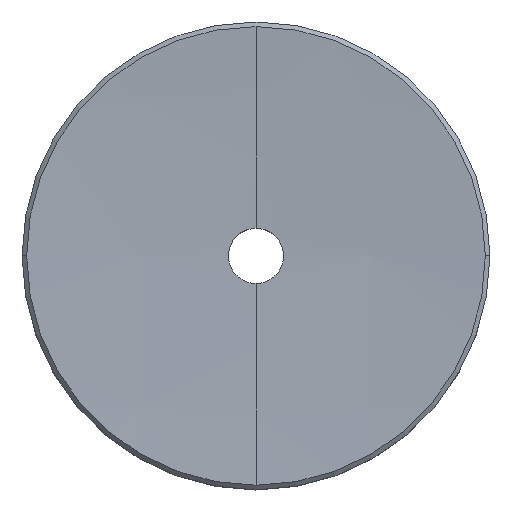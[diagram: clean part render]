
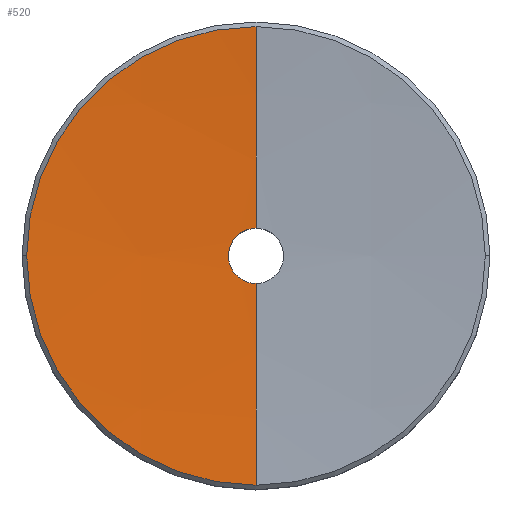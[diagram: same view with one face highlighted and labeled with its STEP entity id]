
A CAD part, top view. The second image highlights one B-rep face of the part: STEP entity #520.
In plain terms, the highlighted spherical face has radius 200 mm.
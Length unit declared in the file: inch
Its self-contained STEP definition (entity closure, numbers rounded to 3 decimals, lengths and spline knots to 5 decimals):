
#1 = CARTESIAN_POINT ( 'NONE',  ( 0., 0., 0.1107 ) ) ;
#22 = VERTEX_POINT ( 'NONE', #3998 ) ;
#39 = DIRECTION ( 'NONE',  ( 0., 0., 1. ) ) ;
#74 = CARTESIAN_POINT ( 'NONE',  ( 0., 0., 7.98449 ) ) ;
#307 = DIRECTION ( 'NONE',  ( 1., 0., 0. ) ) ;
#366 = ORIENTED_EDGE ( 'NONE', *, *, #3753, .F. ) ;
#393 = DIRECTION ( 'NONE',  ( 1., 0., 0. ) ) ;
#470 = DIRECTION ( 'NONE',  ( 1., 0., 0. ) ) ;
#520 = ADVANCED_FACE ( 'NONE', ( #2576 ), #4644, .F. ) ;
#524 = ORIENTED_EDGE ( 'NONE', *, *, #1453, .F. ) ;
#721 = ORIENTED_EDGE ( 'NONE', *, *, #1592, .T. ) ;
#1389 = VERTEX_POINT ( 'NONE', #4160 ) ;
#1419 = ORIENTED_EDGE ( 'NONE', *, *, #2144, .T. ) ;
#1453 = EDGE_CURVE ( 'NONE', #3399, #2458, #2705, .T. ) ;
#1523 = VERTEX_POINT ( 'NONE', #1914 ) ;
#1564 = EDGE_CURVE ( 'NONE', #1523, #3399, #3630, .T. ) ;
#1592 = EDGE_CURVE ( 'NONE', #2962, #1389, #3726, .T. ) ;
#1684 = CARTESIAN_POINT ( 'NONE',  ( 0., 0., 0.12575 ) ) ;
#1823 = CARTESIAN_POINT ( 'NONE',  ( 0., 0., 7.98449 ) ) ;
#1900 = ORIENTED_EDGE ( 'NONE', *, *, #1564, .F. ) ;
#1914 = CARTESIAN_POINT ( 'NONE',  ( 0., 0.05906, 0.1107 ) ) ;
#2037 = CIRCLE ( 'NONE', #3204, 7.87402 ) ;
#2073 = DIRECTION ( 'NONE',  ( 1., 0., 0. ) ) ;
#2120 = AXIS2_PLACEMENT_3D ( 'NONE', #1684, #4359, #2073 ) ;
#2144 = EDGE_CURVE ( 'NONE', #22, #2962, #3733, .T. ) ;
#2172 = EDGE_CURVE ( 'NONE', #1389, #2458, #2472, .T. ) ;
#2221 = DIRECTION ( 'NONE',  ( 0., 0., 1. ) ) ;
#2266 = DIRECTION ( 'NONE',  ( 0., 0., 1. ) ) ;
#2370 = CARTESIAN_POINT ( 'NONE',  ( 0., 0., 0.12575 ) ) ;
#2385 = AXIS2_PLACEMENT_3D ( 'NONE', #2644, #307, #3032 ) ;
#2458 = VERTEX_POINT ( 'NONE', #4800 ) ;
#2472 = CIRCLE ( 'NONE', #2385, 7.87402 ) ;
#2576 = FACE_OUTER_BOUND ( 'NONE', #4613, .T. ) ;
#2644 = CARTESIAN_POINT ( 'NONE',  ( 0., 0., 7.98449 ) ) ;
#2705 = CIRCLE ( 'NONE', #4190, 0.05906 ) ;
#2720 = DIRECTION ( 'NONE',  ( 0., 0., 1. ) ) ;
#2756 = DIRECTION ( 'NONE',  ( 1., 0., 0. ) ) ;
#2962 = VERTEX_POINT ( 'NONE', #3385 ) ;
#3032 = DIRECTION ( 'NONE',  ( 0., 1., 0. ) ) ;
#3039 = ORIENTED_EDGE ( 'NONE', *, *, #2172, .T. ) ;
#3191 = DIRECTION ( 'NONE',  ( 0., 1., 0. ) ) ;
#3204 = AXIS2_PLACEMENT_3D ( 'NONE', #1823, #4514, #2221 ) ;
#3317 = CARTESIAN_POINT ( 'NONE',  ( -0.05906, 0., 0.1107 ) ) ;
#3385 = CARTESIAN_POINT ( 'NONE',  ( -0.49017, 0., 0.12575 ) ) ;
#3399 = VERTEX_POINT ( 'NONE', #3317 ) ;
#3630 = CIRCLE ( 'NONE', #4733, 0.05906 ) ;
#3726 = CIRCLE ( 'NONE', #4971, 0.49017 ) ;
#3733 = CIRCLE ( 'NONE', #2120, 0.49017 ) ;
#3753 = EDGE_CURVE ( 'NONE', #22, #1523, #2037, .T. ) ;
#3998 = CARTESIAN_POINT ( 'NONE',  ( 0., 0.49017, 0.12575 ) ) ;
#4160 = CARTESIAN_POINT ( 'NONE',  ( 0., -0.49017, 0.12575 ) ) ;
#4190 = AXIS2_PLACEMENT_3D ( 'NONE', #4568, #2266, #4952 ) ;
#4359 = DIRECTION ( 'NONE',  ( 0., 0., 1. ) ) ;
#4514 = DIRECTION ( 'NONE',  ( -1., 0., 0. ) ) ;
#4542 = AXIS2_PLACEMENT_3D ( 'NONE', #74, #470, #3191 ) ;
#4568 = CARTESIAN_POINT ( 'NONE',  ( 0., 0., 0.1107 ) ) ;
#4613 = EDGE_LOOP ( 'NONE', ( #1419, #721, #3039, #524, #1900, #366 ) ) ;
#4644 = SPHERICAL_SURFACE ( 'NONE', #4542, 7.87402 ) ;
#4733 = AXIS2_PLACEMENT_3D ( 'NONE', #1, #2720, #393 ) ;
#4800 = CARTESIAN_POINT ( 'NONE',  ( 0., -0.05906, 0.1107 ) ) ;
#4952 = DIRECTION ( 'NONE',  ( 1., 0., 0. ) ) ;
#4971 = AXIS2_PLACEMENT_3D ( 'NONE', #2370, #39, #2756 ) ;
